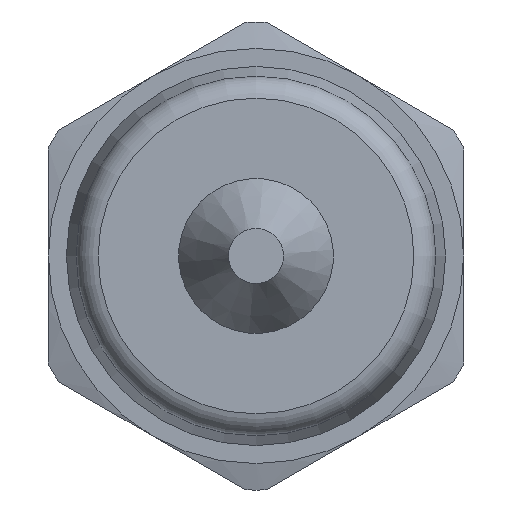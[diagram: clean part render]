
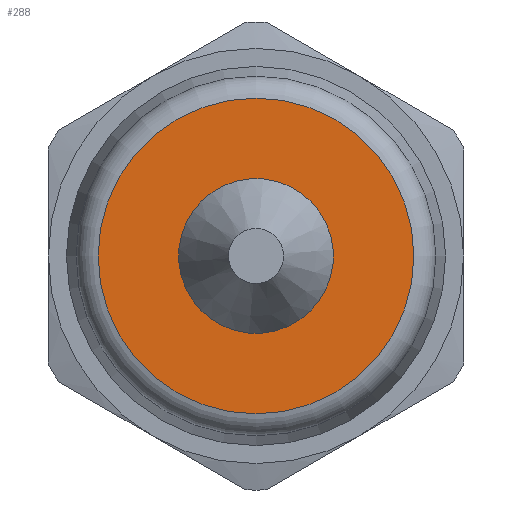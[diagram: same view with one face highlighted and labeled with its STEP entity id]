
A CAD part, left-side view. The second image highlights one B-rep face of the part: STEP entity #288.
In plain terms, the highlighted planar face has unit normal (-1, 0, 0).
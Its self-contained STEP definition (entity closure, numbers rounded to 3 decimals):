
#73=CARTESIAN_POINT('',(0.0,8.366,0.0));
#74=VERTEX_POINT('',#73);
#75=CARTESIAN_POINT('',(0.0,0.0,0.0));
#76=DIRECTION('',(1.0,0.0,0.0));
#77=DIRECTION('',(0.0,1.0,0.0));
#78=AXIS2_PLACEMENT_3D('',#75,#76,#77);
#79=CIRCLE('',#78,8.366);
#80=EDGE_CURVE('',#74,#74,#79,.T.);
#269=CARTESIAN_POINT('',(0.,-6.338,0.0));
#270=DIRECTION('',(-1.0,0.0,0.0));
#271=DIRECTION('',(0.0,0.0,1.0));
#272=AXIS2_PLACEMENT_3D('',#269,#270,#271);
#273=PLANE('',#272);
#274=ORIENTED_EDGE('',*,*,#80,.F.);
#275=EDGE_LOOP('',(#274));
#276=FACE_OUTER_BOUND('',#275,.T.);
#277=CARTESIAN_POINT('',(0.,3.726,-1.71));
#278=VERTEX_POINT('',#277);
#279=CARTESIAN_POINT('',(0.,0.,0.));
#280=DIRECTION('',(-1.0,0.,0.));
#281=DIRECTION('',(0.,-0.909,0.417));
#282=AXIS2_PLACEMENT_3D('',#279,#280,#281);
#283=CIRCLE('',#282,4.1);
#284=EDGE_CURVE('',#278,#278,#283,.T.);
#285=ORIENTED_EDGE('',*,*,#284,.F.);
#286=EDGE_LOOP('',(#285));
#287=FACE_BOUND('',#286,.T.);
#288=ADVANCED_FACE('',(#276,#287),#273,.T.);
